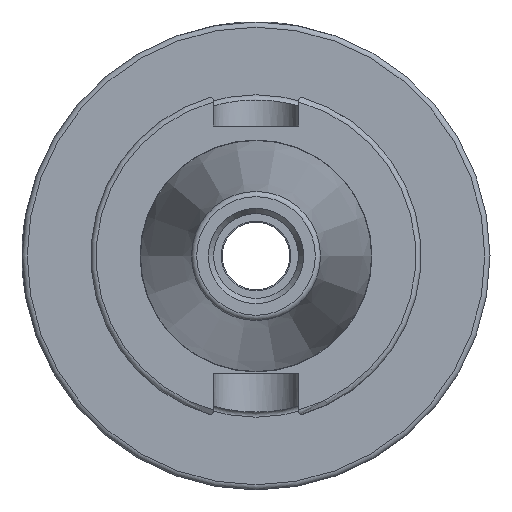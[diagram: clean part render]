
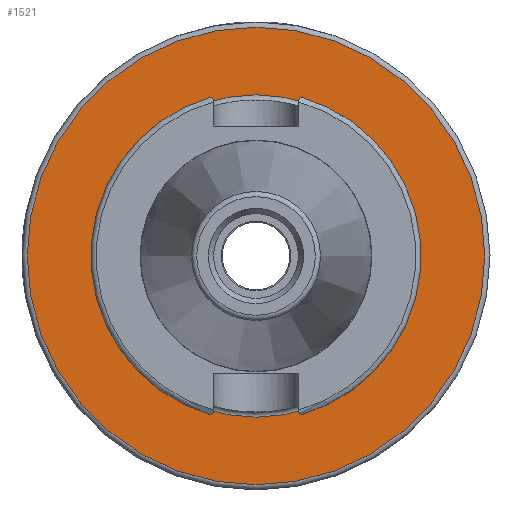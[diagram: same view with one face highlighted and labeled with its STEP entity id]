
A CAD part, left-side view. The second image highlights one B-rep face of the part: STEP entity #1521.
In plain terms, the highlighted planar face has unit normal (-1, 0, 0).
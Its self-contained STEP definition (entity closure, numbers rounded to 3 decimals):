
#62=FACE_BOUND('',#280,.T.);
#78=PLANE('',#1694);
#183=FACE_OUTER_BOUND('',#279,.T.);
#279=EDGE_LOOP('',(#1090));
#280=EDGE_LOOP('',(#1091));
#584=CIRCLE('',#1692,31.);
#586=CIRCLE('',#1695,44.);
#685=VERTEX_POINT('',#2566);
#686=VERTEX_POINT('',#2570);
#842=EDGE_CURVE('',#685,#685,#584,.T.);
#844=EDGE_CURVE('',#686,#686,#586,.T.);
#1090=ORIENTED_EDGE('',*,*,#844,.F.);
#1091=ORIENTED_EDGE('',*,*,#842,.F.);
#1521=ADVANCED_FACE('',(#183,#62),#78,.T.);
#1692=AXIS2_PLACEMENT_3D('',#2567,#1915,#1916);
#1694=AXIS2_PLACEMENT_3D('',#2569,#1919,#1920);
#1695=AXIS2_PLACEMENT_3D('',#2571,#1921,#1922);
#1915=DIRECTION('center_axis',(-1.,0.,0.));
#1916=DIRECTION('ref_axis',(0.,0.,-1.));
#1919=DIRECTION('center_axis',(-1.,0.,0.));
#1920=DIRECTION('ref_axis',(0.,0.,1.));
#1921=DIRECTION('center_axis',(1.,0.,0.));
#1922=DIRECTION('ref_axis',(0.,0.,-1.));
#2566=CARTESIAN_POINT('',(35.,0.,-31.));
#2567=CARTESIAN_POINT('Origin',(35.,0.,0.));
#2569=CARTESIAN_POINT('Origin',(35.,0.,30.));
#2570=CARTESIAN_POINT('',(35.,0.,-44.));
#2571=CARTESIAN_POINT('Origin',(35.,0.,0.));
